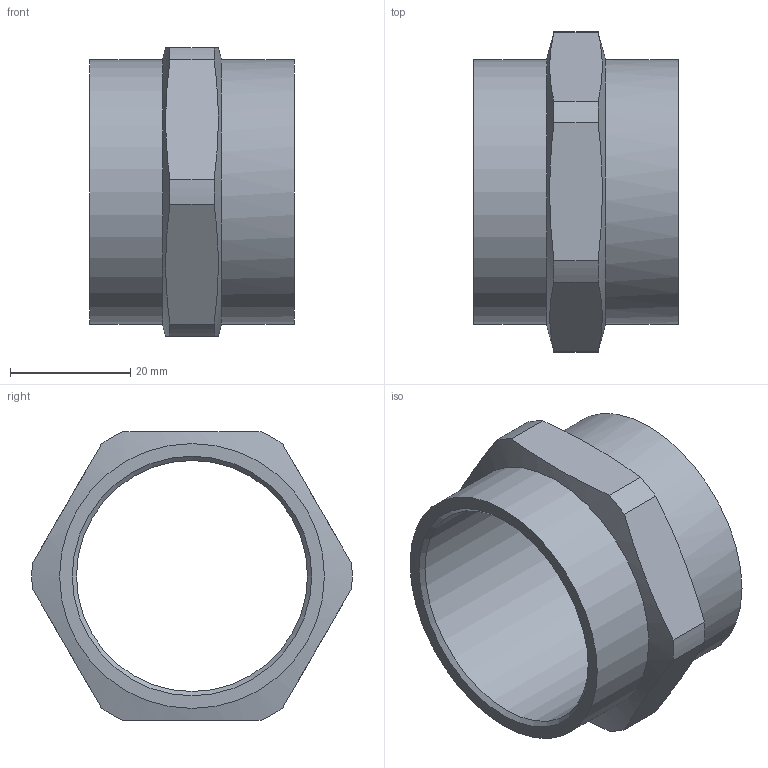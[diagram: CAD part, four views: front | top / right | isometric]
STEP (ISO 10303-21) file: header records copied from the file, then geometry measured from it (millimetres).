
FILE_DESCRIPTION( ( 'STEP AP203' ), '1' );
FILE_NAME( 'FLEXA VBM-M 0527.001.040.stp', '2020-03-11T07:20:24', ( '' ), ( '' ), ' ', 'PARTsolutions', ' ' );
FILE_SCHEMA( ( 'CONFIG_CONTROL_DESIGN' ) );
Length unit declared in the file: millimetre
Products named in the file (1): _FLEXA VBM-M 0527.001.040
Bounding box: 34 x 53.18 x 48 mm (x, y, z)
Volume: 16399.3 mm3; surface area: 10346.8 mm2
Topology: 1 solids, 1 shells, 21 faces, 53 edges, 34 vertices
Faces by surface type: cylinder 9, plane 8, cone 4
Full cylindrical faces by diameter (mm): 38.376 x1, 44 x2
Entity records: 706 total; most frequent: CARTESIAN_POINT 198, DIRECTION 96, ORIENTED_EDGE 88, EDGE_CURVE 44, AXIS2_PLACEMENT_3D 42, VERTEX_POINT 32, EDGE_LOOP 30, FACE_OUTER_BOUND 24
